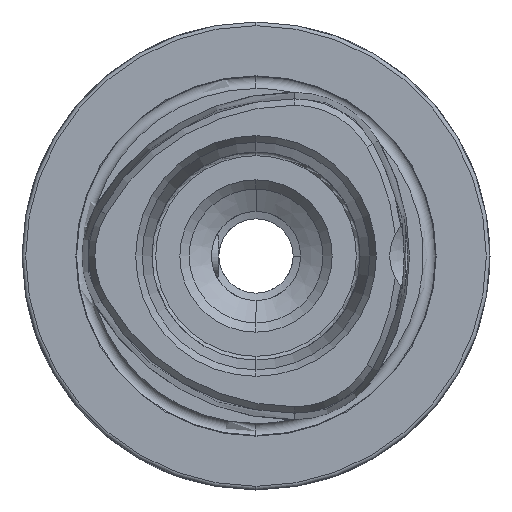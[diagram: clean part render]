
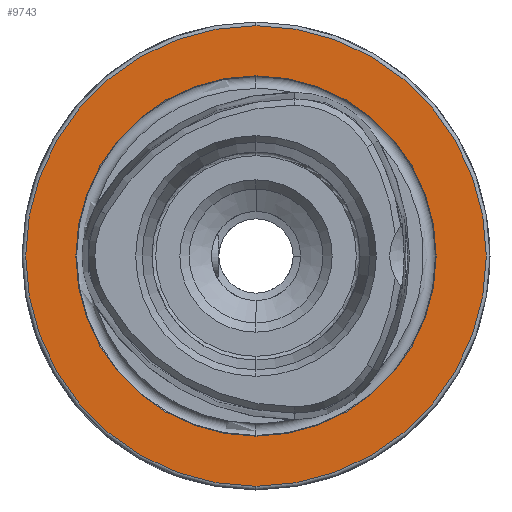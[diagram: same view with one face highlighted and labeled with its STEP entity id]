
A CAD part, left-side view. The second image highlights one B-rep face of the part: STEP entity #9743.
In plain terms, the highlighted planar face has unit normal (-1, 0, 0).
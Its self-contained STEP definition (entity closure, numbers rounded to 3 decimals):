
#521 = CARTESIAN_POINT ( 'NONE',  ( 0., 0., 0. ) ) ;
#756 = DIRECTION ( 'NONE',  ( -1., 0., 0. ) ) ;
#815 = CARTESIAN_POINT ( 'NONE',  ( 0., 0., -31. ) ) ;
#938 = CARTESIAN_POINT ( 'NONE',  ( 0., 0., -24.25 ) ) ;
#1097 = DIRECTION ( 'NONE',  ( 1., 0., 0. ) ) ;
#1665 = EDGE_CURVE ( 'NONE', #12352, #9886, #7675, .T. ) ;
#1669 = EDGE_CURVE ( 'NONE', #7476, #7913, #4611, .T. ) ;
#2707 = AXIS2_PLACEMENT_3D ( 'NONE', #10301, #4168, #11316 ) ;
#3653 = CARTESIAN_POINT ( 'NONE',  ( 0., 0., 31. ) ) ;
#4168 = DIRECTION ( 'NONE',  ( -1., 0., 0. ) ) ;
#4442 = EDGE_LOOP ( 'NONE', ( #10932, #10957 ) ) ;
#4602 = AXIS2_PLACEMENT_3D ( 'NONE', #6587, #1097, #8671 ) ;
#4611 = CIRCLE ( 'NONE', #12565, 24.25 ) ;
#5770 = CARTESIAN_POINT ( 'NONE',  ( 0., 0., 0. ) ) ;
#5850 = AXIS2_PLACEMENT_3D ( 'NONE', #5770, #12887, #6829 ) ;
#6587 = CARTESIAN_POINT ( 'NONE',  ( 0., 24.25, 0. ) ) ;
#6829 = DIRECTION ( 'NONE',  ( 0., 0., 1. ) ) ;
#7187 = EDGE_CURVE ( 'NONE', #9886, #12352, #7379, .T. ) ;
#7379 = CIRCLE ( 'NONE', #5850, 31. ) ;
#7476 = VERTEX_POINT ( 'NONE', #10063 ) ;
#7675 = CIRCLE ( 'NONE', #11874, 31. ) ;
#7703 = EDGE_CURVE ( 'NONE', #7913, #7476, #10221, .T. ) ;
#7913 = VERTEX_POINT ( 'NONE', #938 ) ;
#8671 = DIRECTION ( 'NONE',  ( 0., 0., -1. ) ) ;
#8794 = FACE_OUTER_BOUND ( 'NONE', #4442, .T. ) ;
#9743 = ADVANCED_FACE ( 'NONE', ( #11485, #8794 ), #13694, .F. ) ;
#9886 = VERTEX_POINT ( 'NONE', #3653 ) ;
#10063 = CARTESIAN_POINT ( 'NONE',  ( 0., 0., 24.25 ) ) ;
#10221 = CIRCLE ( 'NONE', #2707, 24.25 ) ;
#10301 = CARTESIAN_POINT ( 'NONE',  ( 0., 0., 0. ) ) ;
#10651 = ORIENTED_EDGE ( 'NONE', *, *, #1669, .F. ) ;
#10797 = ORIENTED_EDGE ( 'NONE', *, *, #7703, .F. ) ;
#10932 = ORIENTED_EDGE ( 'NONE', *, *, #7187, .T. ) ;
#10957 = ORIENTED_EDGE ( 'NONE', *, *, #1665, .T. ) ;
#11272 = EDGE_LOOP ( 'NONE', ( #10651, #10797 ) ) ;
#11316 = DIRECTION ( 'NONE',  ( 0., 0., 1. ) ) ;
#11485 = FACE_BOUND ( 'NONE', #11272, .T. ) ;
#11874 = AXIS2_PLACEMENT_3D ( 'NONE', #521, #756, #12776 ) ;
#12352 = VERTEX_POINT ( 'NONE', #815 ) ;
#12565 = AXIS2_PLACEMENT_3D ( 'NONE', #13686, #13640, #13549 ) ;
#12776 = DIRECTION ( 'NONE',  ( 0., 0., 1. ) ) ;
#12887 = DIRECTION ( 'NONE',  ( -1., 0., 0. ) ) ;
#13549 = DIRECTION ( 'NONE',  ( 0., 0., 1. ) ) ;
#13640 = DIRECTION ( 'NONE',  ( -1., 0., 0. ) ) ;
#13686 = CARTESIAN_POINT ( 'NONE',  ( 0., 0., 0. ) ) ;
#13694 = PLANE ( 'NONE',  #4602 ) ;
